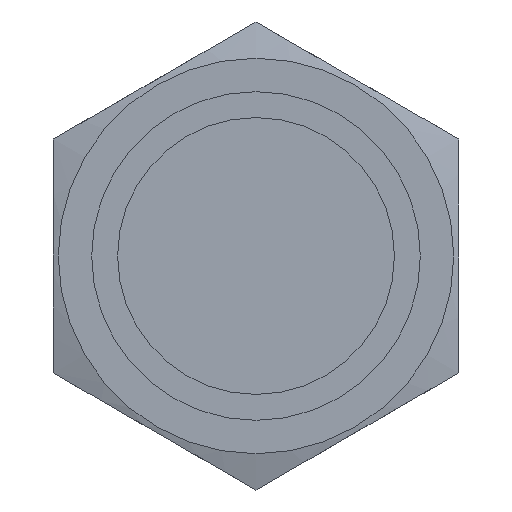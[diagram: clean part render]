
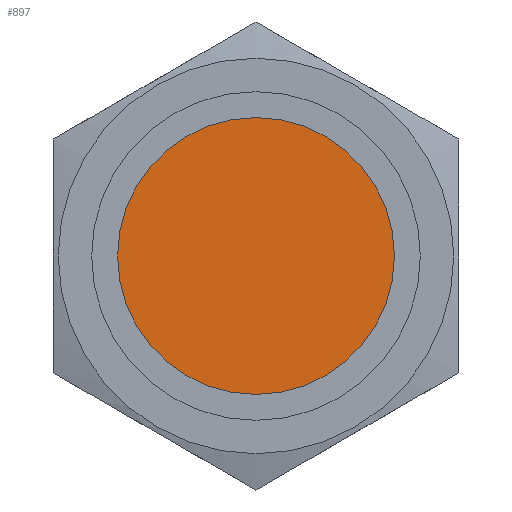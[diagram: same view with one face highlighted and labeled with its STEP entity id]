
A CAD part, front view. The second image highlights one B-rep face of the part: STEP entity #897.
In plain terms, the highlighted planar face has unit normal (0, -1, 0).
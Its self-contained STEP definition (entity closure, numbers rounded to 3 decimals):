
#189=FACE_OUTER_BOUND('',#252,.T.);
#252=EDGE_LOOP('',(#660));
#307=CIRCLE('',#987,14.);
#385=VERTEX_POINT('',#1487);
#486=EDGE_CURVE('',#385,#385,#307,.T.);
#660=ORIENTED_EDGE('',*,*,#486,.T.);
#803=PLANE('',#989);
#897=ADVANCED_FACE('',(#189),#803,.T.);
#987=AXIS2_PLACEMENT_3D('',#1488,#1156,#1157);
#989=AXIS2_PLACEMENT_3D('',#1492,#1161,#1162);
#1156=DIRECTION('center_axis',(0.,-1.,0.));
#1157=DIRECTION('ref_axis',(1.,0.,0.));
#1161=DIRECTION('center_axis',(0.,-1.,0.));
#1162=DIRECTION('ref_axis',(0.,0.,-1.));
#1487=CARTESIAN_POINT('',(-14.,-15.,0.));
#1488=CARTESIAN_POINT('Origin',(0.,-15.,0.));
#1492=CARTESIAN_POINT('Origin',(7.,-15.,0.));
